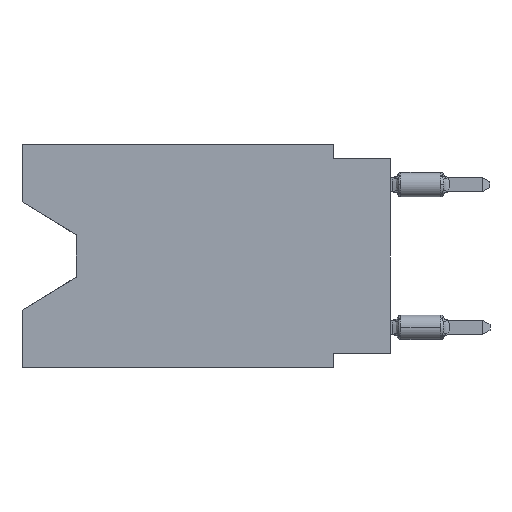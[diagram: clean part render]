
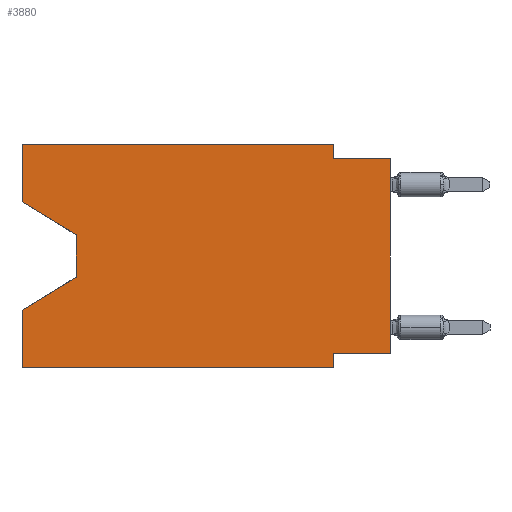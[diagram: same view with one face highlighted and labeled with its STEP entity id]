
A CAD part, left-side view. The second image highlights one B-rep face of the part: STEP entity #3880.
In plain terms, the highlighted planar face has unit normal (-1, 0, 0).
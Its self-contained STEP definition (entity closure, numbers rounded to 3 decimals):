
#71 = DIRECTION ( 'NONE',  ( 0., -1., 0. ) ) ;
#111 = VERTEX_POINT ( 'NONE', #5432 ) ;
#165 = DIRECTION ( 'NONE',  ( 0., 0., 1. ) ) ;
#633 = LINE ( 'NONE', #10627, #2588 ) ;
#886 = VECTOR ( 'NONE', #165, 1000. ) ;
#900 = DIRECTION ( 'NONE',  ( 0., -1., 0. ) ) ;
#1028 = LINE ( 'NONE', #7838, #9939 ) ;
#1273 = VERTEX_POINT ( 'NONE', #11269 ) ;
#1634 = DIRECTION ( 'NONE',  ( 0., 0., 1. ) ) ;
#1770 = ORIENTED_EDGE ( 'NONE', *, *, #9105, .T. ) ;
#1818 = LINE ( 'NONE', #6855, #2747 ) ;
#2028 = EDGE_CURVE ( 'NONE', #2812, #111, #633, .T. ) ;
#2064 = EDGE_CURVE ( 'NONE', #1273, #9942, #5744, .T. ) ;
#2124 = EDGE_CURVE ( 'NONE', #12770, #7749, #1028, .T. ) ;
#2247 = EDGE_CURVE ( 'NONE', #9942, #5901, #11205, .T. ) ;
#2294 = EDGE_CURVE ( 'NONE', #2345, #10834, #5394, .T. ) ;
#2326 = LINE ( 'NONE', #10088, #4026 ) ;
#2339 = VERTEX_POINT ( 'NONE', #2651 ) ;
#2345 = VERTEX_POINT ( 'NONE', #4468 ) ;
#2495 = CARTESIAN_POINT ( 'NONE',  ( 0., 16.383, -2.546 ) ) ;
#2553 = ORIENTED_EDGE ( 'NONE', *, *, #2028, .T. ) ;
#2588 = VECTOR ( 'NONE', #2720, 1000. ) ;
#2600 = VECTOR ( 'NONE', #11074, 1000. ) ;
#2651 = CARTESIAN_POINT ( 'NONE',  ( 0., 0., -0.635 ) ) ;
#2720 = DIRECTION ( 'NONE',  ( 0., -0.855, -0.519 ) ) ;
#2747 = VECTOR ( 'NONE', #3827, 1000. ) ;
#2809 = CARTESIAN_POINT ( 'NONE',  ( 0., 2.54, -0.635 ) ) ;
#2812 = VERTEX_POINT ( 'NONE', #2495 ) ;
#3078 = VERTEX_POINT ( 'NONE', #4420 ) ;
#3176 = CARTESIAN_POINT ( 'NONE',  ( 0., 2.54, 0. ) ) ;
#3287 = DIRECTION ( 'NONE',  ( 0., 0., -1. ) ) ;
#3641 = VECTOR ( 'NONE', #12705, 1000. ) ;
#3827 = DIRECTION ( 'NONE',  ( 0., 0., 1. ) ) ;
#3835 = ORIENTED_EDGE ( 'NONE', *, *, #2247, .F. ) ;
#3880 = ADVANCED_FACE ( 'NONE', ( #5056 ), #7365, .F. ) ;
#4026 = VECTOR ( 'NONE', #71, 1000. ) ;
#4127 = ORIENTED_EDGE ( 'NONE', *, *, #2124, .F. ) ;
#4265 = VECTOR ( 'NONE', #900, 1000. ) ;
#4420 = CARTESIAN_POINT ( 'NONE',  ( 0., 16.383, -7.36 ) ) ;
#4430 = LINE ( 'NONE', #6681, #11144 ) ;
#4468 = CARTESIAN_POINT ( 'NONE',  ( 0., 16.383, -9.906 ) ) ;
#4726 = AXIS2_PLACEMENT_3D ( 'NONE', #9275, #10256, #12159 ) ;
#4996 = EDGE_CURVE ( 'NONE', #2812, #1273, #5812, .T. ) ;
#5056 = FACE_OUTER_BOUND ( 'NONE', #5203, .T. ) ;
#5203 = EDGE_LOOP ( 'NONE', ( #2553, #8321, #12587, #12149, #7595, #12065, #4127, #1770, #8428, #3835, #7400, #6559 ) ) ;
#5394 = LINE ( 'NONE', #6520, #3641 ) ;
#5432 = CARTESIAN_POINT ( 'NONE',  ( 0., 13.97, -4.013 ) ) ;
#5450 = VECTOR ( 'NONE', #5506, 1000. ) ;
#5506 = DIRECTION ( 'NONE',  ( 0., 0.855, -0.519 ) ) ;
#5566 = LINE ( 'NONE', #6554, #11338 ) ;
#5744 = LINE ( 'NONE', #6799, #4265 ) ;
#5812 = LINE ( 'NONE', #9147, #886 ) ;
#5901 = VERTEX_POINT ( 'NONE', #2809 ) ;
#5987 = EDGE_CURVE ( 'NONE', #5901, #2339, #2326, .T. ) ;
#6439 = LINE ( 'NONE', #9335, #10751 ) ;
#6520 = CARTESIAN_POINT ( 'NONE',  ( 0., 16.383, -9.906 ) ) ;
#6554 = CARTESIAN_POINT ( 'NONE',  ( 0., 2.54, -9.906 ) ) ;
#6559 = ORIENTED_EDGE ( 'NONE', *, *, #4996, .F. ) ;
#6681 = CARTESIAN_POINT ( 'NONE',  ( 0., 0., 0. ) ) ;
#6746 = EDGE_CURVE ( 'NONE', #11026, #3078, #7229, .T. ) ;
#6799 = CARTESIAN_POINT ( 'NONE',  ( 0., 16.383, 0. ) ) ;
#6855 = CARTESIAN_POINT ( 'NONE',  ( 0., 16.383, 0. ) ) ;
#7229 = LINE ( 'NONE', #10248, #5450 ) ;
#7365 = PLANE ( 'NONE',  #4726 ) ;
#7400 = ORIENTED_EDGE ( 'NONE', *, *, #2064, .F. ) ;
#7421 = CARTESIAN_POINT ( 'NONE',  ( 0., 2.54, 0. ) ) ;
#7595 = ORIENTED_EDGE ( 'NONE', *, *, #2294, .T. ) ;
#7749 = VERTEX_POINT ( 'NONE', #10913 ) ;
#7838 = CARTESIAN_POINT ( 'NONE',  ( 0., 0., -9.271 ) ) ;
#8321 = ORIENTED_EDGE ( 'NONE', *, *, #9819, .T. ) ;
#8401 = EDGE_CURVE ( 'NONE', #7749, #10834, #5566, .T. ) ;
#8428 = ORIENTED_EDGE ( 'NONE', *, *, #5987, .F. ) ;
#8768 = DIRECTION ( 'NONE',  ( 0., 1., 0. ) ) ;
#8952 = EDGE_CURVE ( 'NONE', #2345, #3078, #1818, .T. ) ;
#9105 = EDGE_CURVE ( 'NONE', #12770, #2339, #4430, .T. ) ;
#9147 = CARTESIAN_POINT ( 'NONE',  ( 0., 16.383, 0. ) ) ;
#9275 = CARTESIAN_POINT ( 'NONE',  ( 0., 16.383, 0. ) ) ;
#9335 = CARTESIAN_POINT ( 'NONE',  ( 0., 13.97, -4.013 ) ) ;
#9615 = CARTESIAN_POINT ( 'NONE',  ( 0., 13.97, -5.893 ) ) ;
#9819 = EDGE_CURVE ( 'NONE', #111, #11026, #6439, .T. ) ;
#9939 = VECTOR ( 'NONE', #8768, 1000. ) ;
#9942 = VERTEX_POINT ( 'NONE', #7421 ) ;
#10088 = CARTESIAN_POINT ( 'NONE',  ( 0., 0., -0.635 ) ) ;
#10248 = CARTESIAN_POINT ( 'NONE',  ( 0., 13.97, -5.893 ) ) ;
#10256 = DIRECTION ( 'NONE',  ( 1., 0., 0. ) ) ;
#10627 = CARTESIAN_POINT ( 'NONE',  ( 0., 16.383, -2.546 ) ) ;
#10693 = DIRECTION ( 'NONE',  ( 0., 0., -1. ) ) ;
#10751 = VECTOR ( 'NONE', #3287, 1000. ) ;
#10834 = VERTEX_POINT ( 'NONE', #12327 ) ;
#10913 = CARTESIAN_POINT ( 'NONE',  ( 0., 2.54, -9.271 ) ) ;
#11026 = VERTEX_POINT ( 'NONE', #9615 ) ;
#11074 = DIRECTION ( 'NONE',  ( 0., 0., -1. ) ) ;
#11144 = VECTOR ( 'NONE', #1634, 1000. ) ;
#11205 = LINE ( 'NONE', #3176, #2600 ) ;
#11269 = CARTESIAN_POINT ( 'NONE',  ( 0., 16.383, 0. ) ) ;
#11338 = VECTOR ( 'NONE', #10693, 1000. ) ;
#12029 = CARTESIAN_POINT ( 'NONE',  ( 0., 0., -9.271 ) ) ;
#12065 = ORIENTED_EDGE ( 'NONE', *, *, #8401, .F. ) ;
#12149 = ORIENTED_EDGE ( 'NONE', *, *, #8952, .F. ) ;
#12159 = DIRECTION ( 'NONE',  ( 0., 0., -1. ) ) ;
#12327 = CARTESIAN_POINT ( 'NONE',  ( 0., 2.54, -9.906 ) ) ;
#12587 = ORIENTED_EDGE ( 'NONE', *, *, #6746, .T. ) ;
#12705 = DIRECTION ( 'NONE',  ( 0., -1., 0. ) ) ;
#12770 = VERTEX_POINT ( 'NONE', #12029 ) ;
